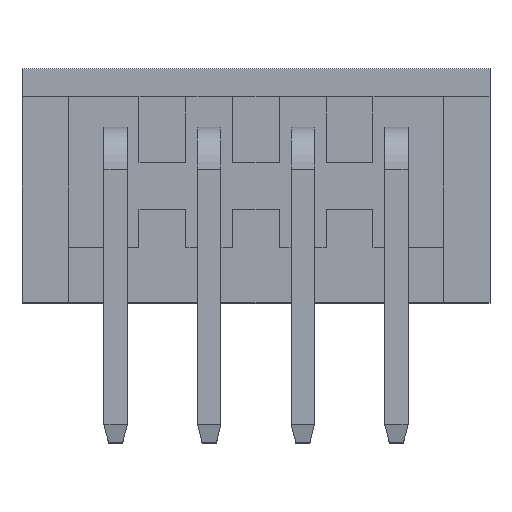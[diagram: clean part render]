
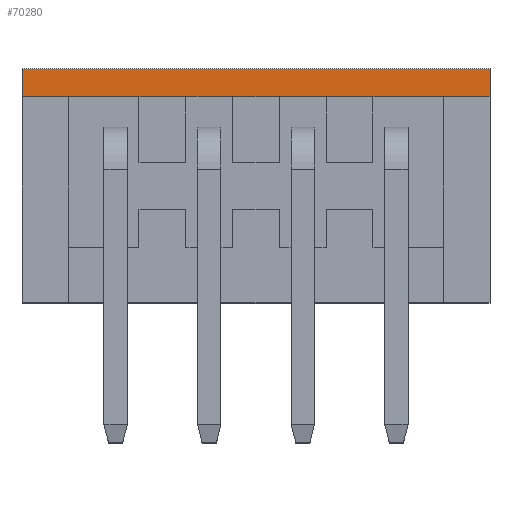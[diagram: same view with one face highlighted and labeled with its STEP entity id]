
A CAD part, top view. The second image highlights one B-rep face of the part: STEP entity #70280.
In plain terms, the highlighted planar face has unit normal (0, 0, 1).
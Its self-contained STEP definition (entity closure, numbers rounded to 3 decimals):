
#15370=CARTESIAN_POINT('',(15.778,2.655,5.6));
#15380=VERTEX_POINT('',#15370);
#15780=CARTESIAN_POINT('',(25.778,2.655,5.6));
#15790=VERTEX_POINT('',#15780);
#15820=CARTESIAN_POINT('',(22.,2.655,5.6));
#15830=DIRECTION('',(-1.,0.,0.));
#15840=VECTOR('',#15830,1.);
#15850=LINE('',#15820,#15840);
#15860=EDGE_CURVE('',#15790,#15380,#15850,.T.);
#59810=CARTESIAN_POINT('',(25.778,2.055,5.6));
#59820=VERTEX_POINT('',#59810);
#59850=CARTESIAN_POINT('',(25.778,0.,5.6));
#59860=DIRECTION('',(0.,1.,0.));
#59870=VECTOR('',#59860,1.);
#59880=LINE('',#59850,#59870);
#59890=EDGE_CURVE('',#59820,#15790,#59880,.T.);
#69870=CARTESIAN_POINT('',(15.778,2.055,5.6));
#69880=VERTEX_POINT('',#69870);
#69910=CARTESIAN_POINT('',(32.778,2.055,5.6));
#69920=DIRECTION('',(-1.,0.,0.));
#69930=VECTOR('',#69920,1.);
#69940=LINE('',#69910,#69930);
#69950=EDGE_CURVE('',#59820,#69880,#69940,.T.);
#70120=CARTESIAN_POINT('',(34.778,2.655,5.6));
#70130=DIRECTION('',(0.,0.,-1.));
#70140=DIRECTION('',(0.,-1.,0.));
#70150=AXIS2_PLACEMENT_3D('',#70120,#70130,#70140);
#70160=PLANE('',#70150);
#70170=ORIENTED_EDGE('',*,*,#59890,.T.);
#70180=ORIENTED_EDGE('',*,*,#69950,.F.);
#70190=CARTESIAN_POINT('',(15.778,0.,5.6));
#70200=DIRECTION('',(0.,1.,0.));
#70210=VECTOR('',#70200,1.);
#70220=LINE('',#70190,#70210);
#70230=EDGE_CURVE('',#69880,#15380,#70220,.T.);
#70240=ORIENTED_EDGE('',*,*,#70230,.F.);
#70250=ORIENTED_EDGE('',*,*,#15860,.T.);
#70260=EDGE_LOOP('',(#70250,#70240,#70180,#70170));
#70270=FACE_OUTER_BOUND('',#70260,.T.);
#70280=ADVANCED_FACE('',(#70270),#70160,.F.);
